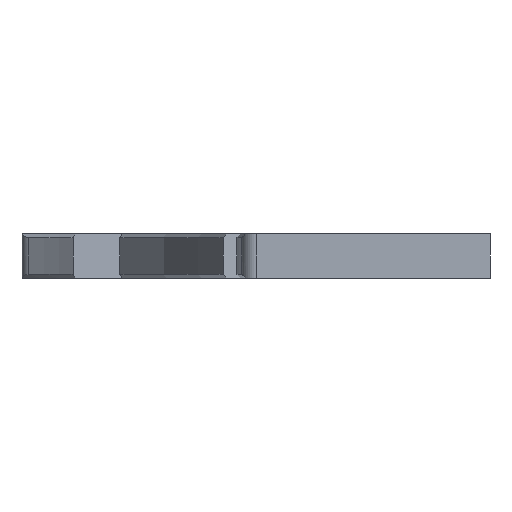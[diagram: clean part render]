
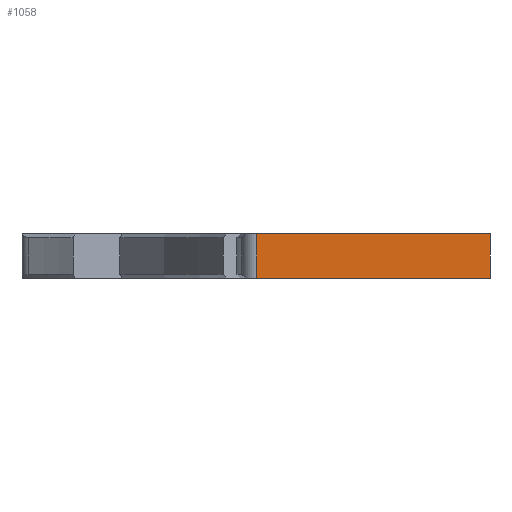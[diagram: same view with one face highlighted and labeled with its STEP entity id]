
A CAD part, front view. The second image highlights one B-rep face of the part: STEP entity #1058.
In plain terms, the highlighted planar face has unit normal (0, -1, 0).
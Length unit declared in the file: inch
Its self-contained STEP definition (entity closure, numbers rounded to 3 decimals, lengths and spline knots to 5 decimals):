
#84 = VERTEX_POINT ( 'NONE', #3039 ) ;
#249 = DIRECTION ( 'NONE',  ( 1., 0., 0. ) ) ;
#296 = LINE ( 'NONE', #2189, #1961 ) ;
#326 = EDGE_LOOP ( 'NONE', ( #1440, #2961, #1422, #561 ) ) ;
#490 = VECTOR ( 'NONE', #3535, 39.37008 ) ;
#561 = ORIENTED_EDGE ( 'NONE', *, *, #3729, .T. ) ;
#641 = CARTESIAN_POINT ( 'NONE',  ( 6.3125, 0., -0.3735 ) ) ;
#707 = CARTESIAN_POINT ( 'NONE',  ( 4.3422, 0., -0.3425 ) ) ;
#719 = AXIS2_PLACEMENT_3D ( 'NONE', #977, #3156, #3469 ) ;
#721 = CARTESIAN_POINT ( 'NONE',  ( 4.3422, 0., 0. ) ) ;
#977 = CARTESIAN_POINT ( 'NONE',  ( 4.219, 0., -0.3735 ) ) ;
#1058 = ADVANCED_FACE ( 'NONE', ( #1919 ), #3802, .T. ) ;
#1190 = EDGE_CURVE ( 'NONE', #2901, #84, #2240, .T. ) ;
#1249 = CARTESIAN_POINT ( 'NONE',  ( 4.219, 0., -0.3735 ) ) ;
#1422 = ORIENTED_EDGE ( 'NONE', *, *, #4079, .T. ) ;
#1440 = ORIENTED_EDGE ( 'NONE', *, *, #1190, .F. ) ;
#1869 = DIRECTION ( 'NONE',  ( 1., 0., 0. ) ) ;
#1919 = FACE_OUTER_BOUND ( 'NONE', #326, .T. ) ;
#1961 = VECTOR ( 'NONE', #2495, 39.37008 ) ;
#2189 = CARTESIAN_POINT ( 'NONE',  ( 6.3125, 0., -0.3735 ) ) ;
#2240 = LINE ( 'NONE', #2523, #2966 ) ;
#2491 = LINE ( 'NONE', #1249, #3548 ) ;
#2495 = DIRECTION ( 'NONE',  ( 0., 0., 1. ) ) ;
#2523 = CARTESIAN_POINT ( 'NONE',  ( 4.219, 0., 0. ) ) ;
#2577 = LINE ( 'NONE', #707, #490 ) ;
#2642 = CARTESIAN_POINT ( 'NONE',  ( 4.3422, 0., -0.3735 ) ) ;
#2901 = VERTEX_POINT ( 'NONE', #721 ) ;
#2961 = ORIENTED_EDGE ( 'NONE', *, *, #3915, .T. ) ;
#2966 = VECTOR ( 'NONE', #1869, 39.37008 ) ;
#3039 = CARTESIAN_POINT ( 'NONE',  ( 6.3125, 0., 0. ) ) ;
#3156 = DIRECTION ( 'NONE',  ( 0., -1., 0. ) ) ;
#3286 = VERTEX_POINT ( 'NONE', #2642 ) ;
#3469 = DIRECTION ( 'NONE',  ( 0., 0., -1. ) ) ;
#3535 = DIRECTION ( 'NONE',  ( 0., 0., -1. ) ) ;
#3548 = VECTOR ( 'NONE', #249, 39.37008 ) ;
#3729 = EDGE_CURVE ( 'NONE', #3749, #84, #296, .T. ) ;
#3749 = VERTEX_POINT ( 'NONE', #641 ) ;
#3802 = PLANE ( 'NONE',  #719 ) ;
#3915 = EDGE_CURVE ( 'NONE', #2901, #3286, #2577, .T. ) ;
#4079 = EDGE_CURVE ( 'NONE', #3286, #3749, #2491, .T. ) ;
